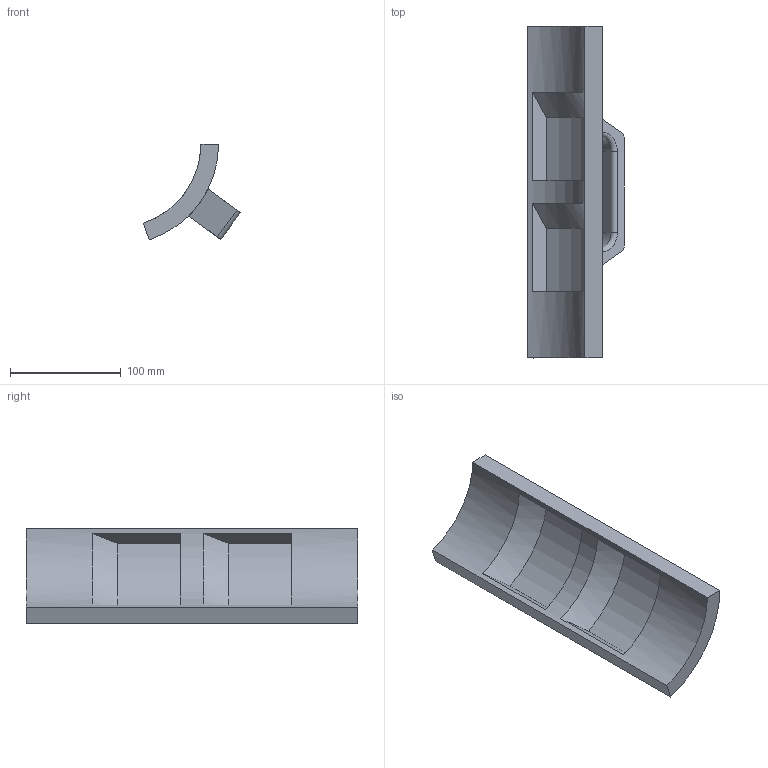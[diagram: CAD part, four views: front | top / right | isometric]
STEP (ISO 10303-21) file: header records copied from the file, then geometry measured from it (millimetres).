
FILE_DESCRIPTION( ( 'STEP Version 203' ), '1' );
FILE_NAME( 'Schalung3_Schalungselement.stp', '02/19/20 14:55:29', ( 'Solass' ), ( ' ' ), 'PSStep 21.0.47', 'DesignModeler STEP Output', ' ' );
FILE_SCHEMA( ( 'CONFIG_CONTROL_DESIGN' ) );
Length unit declared in the file: metre
Products named in the file (1): 1
Bounding box: 87.58 x 300 x 86.55 mm (x, y, z)
Volume: 413197.5 mm3; surface area: 94212.6 mm2
Topology: 1 solids, 1 shells, 32 faces, 80 edges, 52 vertices
Faces by surface type: plane 16, cylinder 10, torus 4, cone 2
Entity records: 1096 total; most frequent: CARTESIAN_POINT 271, DIRECTION 166, ORIENTED_EDGE 160, EDGE_CURVE 80, AXIS2_PLACEMENT_3D 63, VERTEX_POINT 52, LINE 40, VECTOR 40
